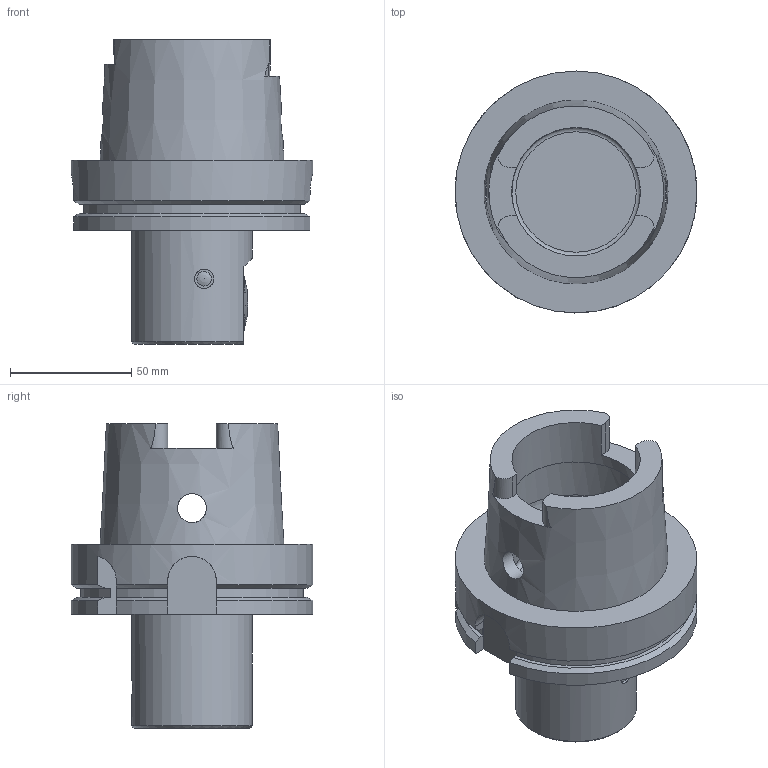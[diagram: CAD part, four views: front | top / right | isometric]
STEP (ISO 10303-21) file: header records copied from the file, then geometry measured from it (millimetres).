
FILE_DESCRIPTION(/* description */ (''),/* implementation_level */ '2;1');
FILE_NAME(/* name */ '1695635860463.stp',/* time_stamp */ '2023-09-25T11:57:45+02:00',/* author */ (''),/* organization */ ('SMS'),/* preprocessor_version */ 'ST-DEVELOPER v16.7',/* originating_system */ 'SIEMENS PLM Software NX 12.0',/* authorisation */ '');
FILE_SCHEMA (('AUTOMOTIVE_DESIGN { 1 0 10303 214 3 1 1 1 }'));
Length unit declared in the file: millimetre
Products named in the file (1): 204925721mod000_00
Bounding box: 99.93 x 99.93 x 125.9 mm (x, y, z)
Surface area: 56257 mm2 (no closed solid volume)
Topology: 0 solids, 1 shells, 353 faces, 1025 edges, 685 vertices
Faces by surface type: plane 253, cylinder 80, cone 15, torus 3, sphere 2
Full cylindrical faces by diameter (mm): 1.5 x1, 4.7 x1, 6 x1, 6.25 x1, 8 x1, 8.018 x1, 8.5 x1, 9.5 x1, 12 x2, 49.987 x1, 53.06 x2, 63.095 x1, 99.93 x1
Entity records: 11728 total; most frequent: CARTESIAN_POINT 2597, ORIENTED_EDGE 1950, DIRECTION 1776, EDGE_CURVE 975, LINE 708, VECTOR 708, VERTEX_POINT 661, AXIS2_PLACEMENT_3D 534
